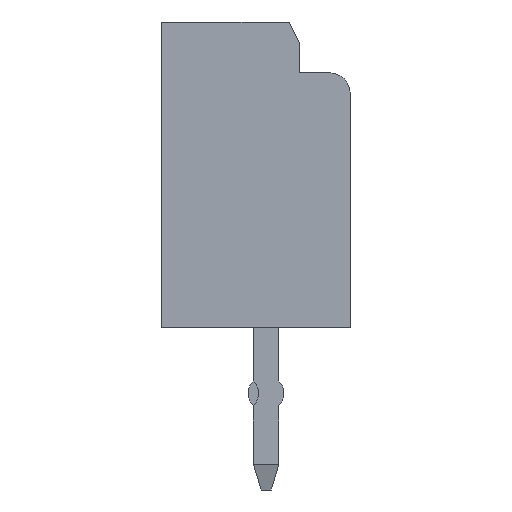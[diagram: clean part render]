
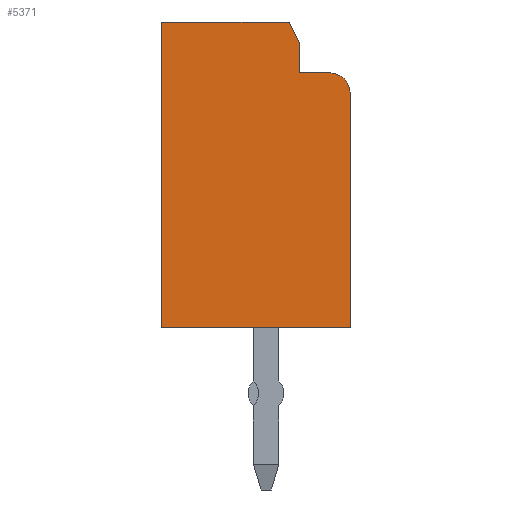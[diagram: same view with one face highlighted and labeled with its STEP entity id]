
A CAD part, left-side view. The second image highlights one B-rep face of the part: STEP entity #5371.
In plain terms, the highlighted planar face has unit normal (-1, 0, 0).
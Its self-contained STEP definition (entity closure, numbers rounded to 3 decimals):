
#9=DIRECTION('',(0.,-1.,0.));
#10=VECTOR('',#9,3.7);
#11=CARTESIAN_POINT('',(-11.5,2.05,-2.));
#12=LINE('',#11,#10);
#65=DIRECTION('',(0.,0.,1.));
#66=VECTOR('',#65,4.6);
#67=CARTESIAN_POINT('',(-11.5,-1.65,-2.));
#68=LINE('',#67,#66);
#900=DIRECTION('',(0.,-1.,0.));
#901=VECTOR('',#900,2.5);
#902=CARTESIAN_POINT('',(-11.5,2.05,4.));
#903=LINE('',#902,#901);
#974=DIRECTION('',(0.,0.447,0.894));
#975=VECTOR('',#974,0.447);
#976=CARTESIAN_POINT('',(-11.5,-0.65,3.6));
#977=LINE('',#976,#975);
#978=DIRECTION('',(0.,0.,1.));
#979=VECTOR('',#978,0.6);
#980=CARTESIAN_POINT('',(-11.5,-0.65,3.));
#981=LINE('',#980,#979);
#982=DIRECTION('',(0.,-1.,0.));
#983=VECTOR('',#982,0.6);
#984=CARTESIAN_POINT('',(-11.5,-0.65,3.));
#985=LINE('',#984,#983);
#986=CARTESIAN_POINT('',(-11.5,-1.25,2.6));
#987=DIRECTION('',(1.,0.,0.));
#988=DIRECTION('',(0.,0.,1.));
#989=AXIS2_PLACEMENT_3D('',#986,#987,#988);
#991=DIRECTION('',(0.,0.,1.));
#992=VECTOR('',#991,6.);
#993=CARTESIAN_POINT('',(-11.5,2.05,-2.));
#994=LINE('',#993,#992);
#3391=CARTESIAN_POINT('',(-11.5,2.05,-2.));
#3392=CARTESIAN_POINT('',(-11.5,-1.65,-2.));
#3393=VERTEX_POINT('',#3391);
#3394=VERTEX_POINT('',#3392);
#3400=CARTESIAN_POINT('',(-11.5,2.05,4.));
#3402=VERTEX_POINT('',#3400);
#3403=CARTESIAN_POINT('',(-11.5,-0.65,3.));
#3404=CARTESIAN_POINT('',(-11.5,-1.25,3.));
#3405=VERTEX_POINT('',#3403);
#3406=VERTEX_POINT('',#3404);
#3411=CARTESIAN_POINT('',(-11.5,-1.65,2.6));
#3412=VERTEX_POINT('',#3411);
#3609=CARTESIAN_POINT('',(-11.5,-0.65,3.6));
#3610=CARTESIAN_POINT('',(-11.5,-0.45,4.));
#3611=VERTEX_POINT('',#3609);
#3612=VERTEX_POINT('',#3610);
#5352=CARTESIAN_POINT('',(-11.5,2.05,-2.));
#5353=DIRECTION('',(-1.,0.,0.));
#5354=DIRECTION('',(0.,-1.,0.));
#5355=AXIS2_PLACEMENT_3D('',#5352,#5353,#5354);
#5356=PLANE('',#5355);
#5357=ORIENTED_EDGE('',*,*,#5343,.F.);
#5359=ORIENTED_EDGE('',*,*,#5358,.F.);
#5361=ORIENTED_EDGE('',*,*,#5360,.T.);
#5363=ORIENTED_EDGE('',*,*,#5362,.T.);
#5364=ORIENTED_EDGE('',*,*,#4531,.F.);
#5365=ORIENTED_EDGE('',*,*,#4448,.F.);
#5367=ORIENTED_EDGE('',*,*,#5366,.T.);
#5368=ORIENTED_EDGE('',*,*,#5302,.T.);
#5369=EDGE_LOOP('',(#5357,#5359,#5361,#5363,#5364,#5365,#5367,#5368));
#5370=FACE_OUTER_BOUND('',#5369,.F.);
#5371=ADVANCED_FACE('',(#5370),#5356,.T.);
#990=CIRCLE('',#989,0.4);
#4448=EDGE_CURVE('',#3393,#3394,#12,.T.);
#4531=EDGE_CURVE('',#3394,#3412,#68,.T.);
#5302=EDGE_CURVE('',#3402,#3612,#903,.T.);
#5343=EDGE_CURVE('',#3611,#3612,#977,.T.);
#5358=EDGE_CURVE('',#3405,#3611,#981,.T.);
#5360=EDGE_CURVE('',#3405,#3406,#985,.T.);
#5362=EDGE_CURVE('',#3406,#3412,#990,.T.);
#5366=EDGE_CURVE('',#3393,#3402,#994,.T.);
